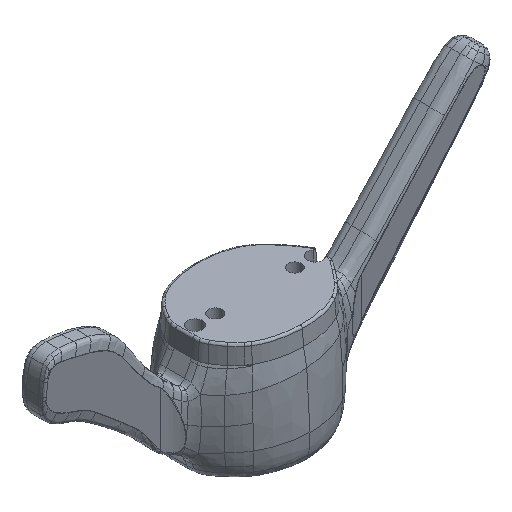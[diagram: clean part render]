
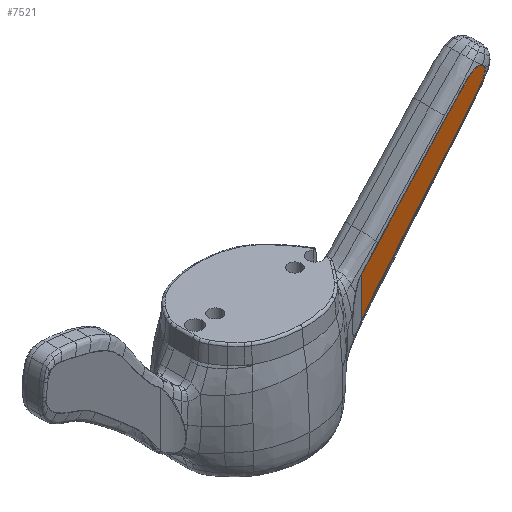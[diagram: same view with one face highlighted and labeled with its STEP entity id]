
A CAD part, isometric view. The second image highlights one B-rep face of the part: STEP entity #7521.
In plain terms, the highlighted planar face has unit normal (0, -1, 0).
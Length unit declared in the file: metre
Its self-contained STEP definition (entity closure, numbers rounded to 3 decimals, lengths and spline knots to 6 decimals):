
#131=PLANE('',#7719);
#1415=B_SPLINE_CURVE_WITH_KNOTS('',3,(#18353,#18354,#18355,#18356),
 .UNSPECIFIED.,.F.,.F.,(4,4),(0.,0.026873),.UNSPECIFIED.);
#1416=B_SPLINE_CURVE_WITH_KNOTS('',3,(#18359,#18360,#18361,#18362,#18363),
 .UNSPECIFIED.,.F.,.F.,(4,1,4),(0.,0.00332,0.00664),
 .UNSPECIFIED.);
#1417=B_SPLINE_CURVE_WITH_KNOTS('',3,(#18367,#18368,#18369,#18370),
 .UNSPECIFIED.,.F.,.F.,(4,4),(0.,0.001067),.UNSPECIFIED.);
#1418=B_SPLINE_CURVE_WITH_KNOTS('',3,(#18372,#18373,#18374,#18375),
 .UNSPECIFIED.,.F.,.F.,(4,4),(0.,0.000762),.UNSPECIFIED.);
#1419=B_SPLINE_CURVE_WITH_KNOTS('',3,(#18377,#18378,#18379,#18380,#18381,
#18382),.UNSPECIFIED.,.F.,.F.,(4,1,1,4),(0.,0.00287,0.00574,
0.01148),.UNSPECIFIED.);
#1420=B_SPLINE_CURVE_WITH_KNOTS('',3,(#18384,#18385,#18386,#18387,#18388),
 .UNSPECIFIED.,.F.,.F.,(4,1,4),(0.,0.013989,0.027977),
 .UNSPECIFIED.);
#1421=B_SPLINE_CURVE_WITH_KNOTS('',3,(#18390,#18391,#18392,#18393,#18394,
#18395,#18396,#18397,#18398,#18399,#18400,#18401,#18402,#18403,#18404,#18405,
#18406,#18407,#18408,#18409,#18410),.UNSPECIFIED.,.F.,.F.,(4,1,1,1,1,1,
1,1,1,1,1,1,1,1,1,1,1,1,4),(0.,0.003172,0.004757,0.006343,
0.007929,0.009515,0.010308,0.011101,
0.011894,0.012687,0.01348,0.014272,
0.015065,0.015858,0.017444,0.01903,
0.020616,0.022202,0.025373),.UNSPECIFIED.);
#1695=LINE('',#18365,#1712);
#1712=VECTOR('',#7816,1.);
#3353=ORIENTED_EDGE('',*,*,#5035,.T.);
#3354=ORIENTED_EDGE('',*,*,#5036,.T.);
#3355=ORIENTED_EDGE('',*,*,#5037,.T.);
#3356=ORIENTED_EDGE('',*,*,#5038,.T.);
#3357=ORIENTED_EDGE('',*,*,#5039,.T.);
#3358=ORIENTED_EDGE('',*,*,#5040,.T.);
#3359=ORIENTED_EDGE('',*,*,#5041,.T.);
#3360=ORIENTED_EDGE('',*,*,#5042,.T.);
#5035=EDGE_CURVE('',#5871,#5872,#1415,.T.);
#5036=EDGE_CURVE('',#5872,#5873,#1416,.T.);
#5037=EDGE_CURVE('',#5873,#5874,#1695,.T.);
#5038=EDGE_CURVE('',#5874,#5875,#1417,.T.);
#5039=EDGE_CURVE('',#5875,#5876,#1418,.T.);
#5040=EDGE_CURVE('',#5876,#5877,#1419,.T.);
#5041=EDGE_CURVE('',#5877,#5878,#1420,.T.);
#5042=EDGE_CURVE('',#5878,#5871,#1421,.T.);
#5871=VERTEX_POINT('',#18357);
#5872=VERTEX_POINT('',#18358);
#5873=VERTEX_POINT('',#18364);
#5874=VERTEX_POINT('',#18366);
#5875=VERTEX_POINT('',#18371);
#5876=VERTEX_POINT('',#18376);
#5877=VERTEX_POINT('',#18383);
#5878=VERTEX_POINT('',#18389);
#6410=EDGE_LOOP('',(#3353,#3354,#3355,#3356,#3357,#3358,#3359,#3360));
#6959=FACE_BOUND('',#6410,.T.);
#7521=ADVANCED_FACE('',(#6959),#131,.F.);
#7719=AXIS2_PLACEMENT_3D('',#18352,#7814,#7815);
#7814=DIRECTION('',(0.,1.,0.));
#7815=DIRECTION('',(-1.,0.,0.));
#7816=DIRECTION('',(0.,0.,-1.));
#18352=CARTESIAN_POINT('',(0.045678,-0.004189,0.147856));
#18353=CARTESIAN_POINT('',(0.046397,-0.004189,0.025097));
#18354=CARTESIAN_POINT('',(0.040348,-0.004189,0.01849));
#18355=CARTESIAN_POINT('',(0.034328,-0.004189,0.011857));
#18356=CARTESIAN_POINT('',(0.028355,-0.004189,0.005181));
#18357=CARTESIAN_POINT('',(0.046397,-0.004189,0.025097));
#18358=CARTESIAN_POINT('',(0.028355,-0.004189,0.005181));
#18359=CARTESIAN_POINT('',(0.028355,-0.004189,0.005181));
#18360=CARTESIAN_POINT('',(0.027617,-0.004189,0.004356));
#18361=CARTESIAN_POINT('',(0.026142,-0.004189,0.002707));
#18362=CARTESIAN_POINT('',(0.024672,-0.004189,0.001052));
#18363=CARTESIAN_POINT('',(0.023885,-0.004189,0.000273));
#18364=CARTESIAN_POINT('',(0.023885,-0.004189,0.000273));
#18365=CARTESIAN_POINT('',(0.023885,-0.004189,0.147856));
#18366=CARTESIAN_POINT('',(0.023885,-0.004189,-0.01032));
#18367=CARTESIAN_POINT('',(0.023885,-0.004189,-0.01032));
#18368=CARTESIAN_POINT('',(0.024076,-0.004189,-0.010021));
#18369=CARTESIAN_POINT('',(0.024268,-0.004189,-0.009721));
#18370=CARTESIAN_POINT('',(0.024461,-0.004189,-0.009423));
#18371=CARTESIAN_POINT('',(0.024461,-0.004189,-0.009423));
#18372=CARTESIAN_POINT('',(0.024461,-0.004189,-0.009423));
#18373=CARTESIAN_POINT('',(0.024598,-0.004189,-0.009209));
#18374=CARTESIAN_POINT('',(0.024737,-0.004189,-0.008996));
#18375=CARTESIAN_POINT('',(0.024876,-0.004189,-0.008783));
#18376=CARTESIAN_POINT('',(0.024876,-0.004189,-0.008783));
#18377=CARTESIAN_POINT('',(0.024876,-0.004189,-0.008783));
#18378=CARTESIAN_POINT('',(0.0254,-0.004189,-0.007983));
#18379=CARTESIAN_POINT('',(0.026507,-0.004189,-0.006421));
#18380=CARTESIAN_POINT('',(0.028984,-0.004189,-0.003504));
#18381=CARTESIAN_POINT('',(0.030868,-0.004189,-0.001341));
#18382=CARTESIAN_POINT('',(0.032114,-0.004189,0.00011));
#18383=CARTESIAN_POINT('',(0.032114,-0.004189,0.00011));
#18384=CARTESIAN_POINT('',(0.032114,-0.004189,0.00011));
#18385=CARTESIAN_POINT('',(0.035152,-0.004189,0.003648));
#18386=CARTESIAN_POINT('',(0.041178,-0.004189,0.010765));
#18387=CARTESIAN_POINT('',(0.047182,-0.004189,0.017901));
#18388=CARTESIAN_POINT('',(0.050166,-0.004189,0.021484));
#18389=CARTESIAN_POINT('',(0.050166,-0.004189,0.021484));
#18390=CARTESIAN_POINT('',(0.050166,-0.004189,0.021484));
#18391=CARTESIAN_POINT('',(0.050843,-0.004189,0.022297));
#18392=CARTESIAN_POINT('',(0.051857,-0.004189,0.023516));
#18393=CARTESIAN_POINT('',(0.053191,-0.004189,0.025156));
#18394=CARTESIAN_POINT('',(0.054175,-0.004189,0.026401));
#18395=CARTESIAN_POINT('',(0.055121,-0.004189,0.02767));
#18396=CARTESIAN_POINT('',(0.05585,-0.004189,0.028781));
#18397=CARTESIAN_POINT('',(0.056301,-0.004189,0.029731));
#18398=CARTESIAN_POINT('',(0.056507,-0.004189,0.03051));
#18399=CARTESIAN_POINT('',(0.056421,-0.004189,0.031323));
#18400=CARTESIAN_POINT('',(0.055964,-0.004189,0.03201));
#18401=CARTESIAN_POINT('',(0.055254,-0.004189,0.032421));
#18402=CARTESIAN_POINT('',(0.054436,-0.004189,0.032459));
#18403=CARTESIAN_POINT('',(0.053676,-0.004189,0.03218));
#18404=CARTESIAN_POINT('',(0.052777,-0.004189,0.031615));
#18405=CARTESIAN_POINT('',(0.051794,-0.004189,0.030767));
#18406=CARTESIAN_POINT('',(0.050675,-0.004189,0.029675));
#18407=CARTESIAN_POINT('',(0.049589,-0.004189,0.028547));
#18408=CARTESIAN_POINT('',(0.048161,-0.004189,0.027022));
#18409=CARTESIAN_POINT('',(0.047102,-0.004189,0.025867));
#18410=CARTESIAN_POINT('',(0.046397,-0.004189,0.025097));
